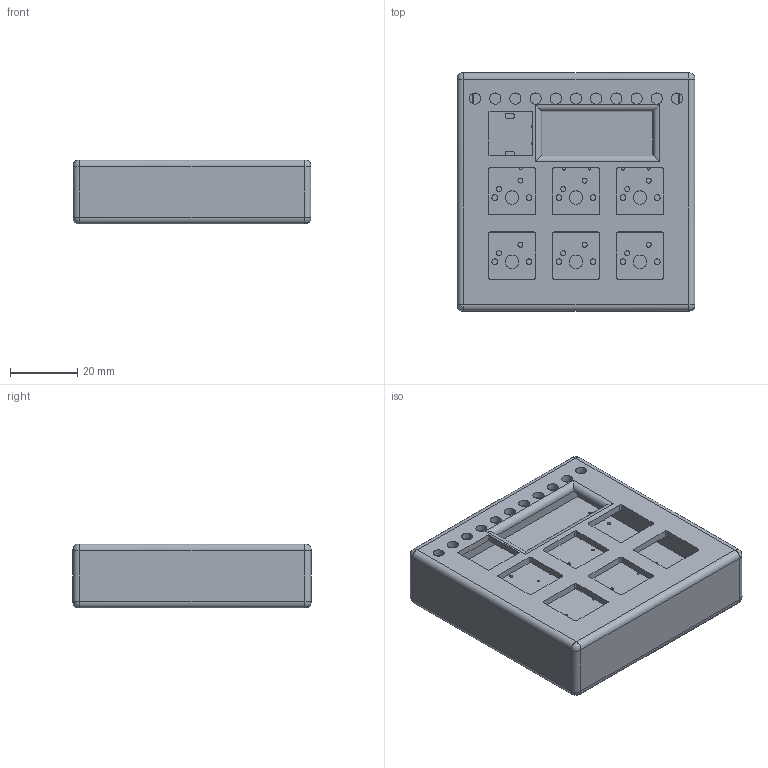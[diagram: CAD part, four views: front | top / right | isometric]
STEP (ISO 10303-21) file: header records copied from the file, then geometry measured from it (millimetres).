
FILE_DESCRIPTION(/* description */ ('STEP AP242','CAx-IF Rec.Pracs.---Representation and Presentation of Product Manufacturing Information (PMI)---4.0---2014-10-13','CAx-IF Rec.Pracs.---3D Tessellated Geometry---0.4---2014-09-14','2;1'),/* implementation_level */ '2;1');
FILE_NAME(/* name */ '68869ff3ec31fb2b97a11779',/* time_stamp */ '2025-07-27T21:53:56Z',/* author */ (''),/* organization */ (''),/* preprocessor_version */ 'ST-DEVELOPER v20',/* originating_system */ 'ONSHAPE BY PTC INC, 1.201',/* authorisation */ ' ');
FILE_SCHEMA (('AP242_MANAGED_MODEL_BASED_3D_ENGINEERING_MIM_LF { 1 0 10303 442 1 1 4 }'));
Length unit declared in the file: metre
Products named in the file (13): Assembly 1; Part 4; Part 8; Part 6; Part 1; Part 3; Part 5; pad_PCB; Part 2; Part 7; Part 10; Part 9
Assembly tree (12 placements, depth 2):
  Assembly 1
    Part 4
    Part 8
    Part 6
    Part 1
    Part 1
    Part 3
    Part 5
    pad_PCB
    Part 2
    Part 7
    Part 10
    Part 9
Bounding box: 70.7 x 70.8 x 19 mm (x, y, z)
Volume: 38074 mm3; surface area: 43975.6 mm2
Topology: 12 solids, 12 shells, 230 faces, 590 edges, 384 vertices
Faces by surface type: plane 112, cylinder 94, bspline 24
Full cylindrical faces by diameter (mm): 0.8 x12, 1 x9, 1.5 x12, 1.7 x12, 3.3 x11, 4 x6
Entity records: 9756 total; most frequent: CARTESIAN_POINT 3792, DIRECTION 1098, ORIENTED_EDGE 1056, EDGE_CURVE 528, EDGE_LOOP 440, FACE_BOUND 440, AXIS2_PLACEMENT_3D 403, VERTEX_POINT 384
